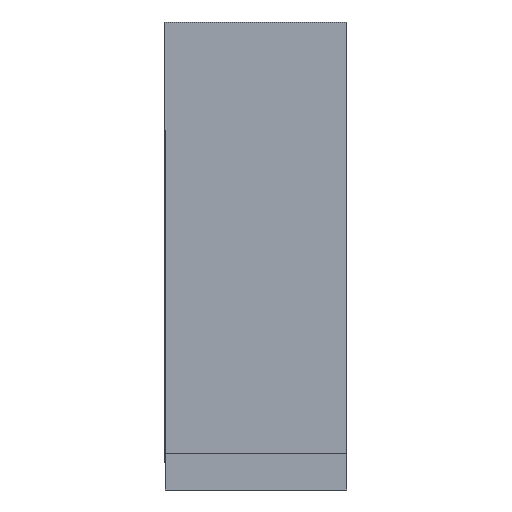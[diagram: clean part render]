
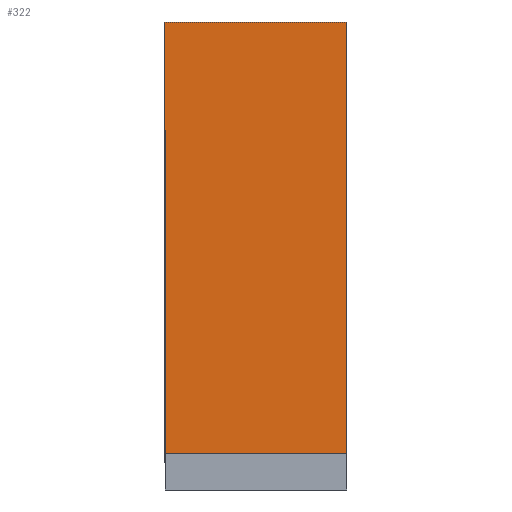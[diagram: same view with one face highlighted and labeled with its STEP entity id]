
A CAD part, front view. The second image highlights one B-rep face of the part: STEP entity #322.
In plain terms, the highlighted planar face has unit normal (0, -1, 0).
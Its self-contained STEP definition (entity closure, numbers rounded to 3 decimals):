
#14 = CARTESIAN_POINT ( 'NONE',  ( 17.5, -7.85, 7. ) ) ;
#59 = DIRECTION ( 'NONE',  ( 0., -1., 0. ) ) ;
#89 = DIRECTION ( 'NONE',  ( 0., 0., -1. ) ) ;
#278 = CARTESIAN_POINT ( 'NONE',  ( -17.5, -7.85, 90. ) ) ;
#322 = ADVANCED_FACE ( 'NONE', ( #466 ), #1679, .T. ) ;
#372 = CARTESIAN_POINT ( 'NONE',  ( -17.5, -7.85, 90. ) ) ;
#374 = CARTESIAN_POINT ( 'NONE',  ( 17.5, -7.85, 90. ) ) ;
#450 = CARTESIAN_POINT ( 'NONE',  ( 17.5, -7.85, 90. ) ) ;
#466 = FACE_OUTER_BOUND ( 'NONE', #1628, .T. ) ;
#485 = ORIENTED_EDGE ( 'NONE', *, *, #1219, .T. ) ;
#632 = CARTESIAN_POINT ( 'NONE',  ( -17.5, -7.85, 7. ) ) ;
#646 = VERTEX_POINT ( 'NONE', #374 ) ;
#668 = DIRECTION ( 'NONE',  ( 1., 0., 0. ) ) ;
#678 = EDGE_CURVE ( 'NONE', #1357, #1035, #1190, .T. ) ;
#712 = ORIENTED_EDGE ( 'NONE', *, *, #678, .T. ) ;
#716 = VECTOR ( 'NONE', #668, 1000. ) ;
#730 = VECTOR ( 'NONE', #1171, 1000. ) ;
#772 = CARTESIAN_POINT ( 'NONE',  ( 17.5, -7.85, 7. ) ) ;
#868 = CARTESIAN_POINT ( 'NONE',  ( 17.5, -7.85, 90. ) ) ;
#919 = EDGE_CURVE ( 'NONE', #646, #1094, #1136, .T. ) ;
#1035 = VERTEX_POINT ( 'NONE', #632 ) ;
#1037 = DIRECTION ( 'NONE',  ( 0., 0., -1. ) ) ;
#1057 = CARTESIAN_POINT ( 'NONE',  ( 17.5, -7.85, 90. ) ) ;
#1064 = LINE ( 'NONE', #772, #716 ) ;
#1075 = EDGE_CURVE ( 'NONE', #646, #1357, #1187, .T. ) ;
#1094 = VERTEX_POINT ( 'NONE', #14 ) ;
#1136 = LINE ( 'NONE', #868, #1550 ) ;
#1171 = DIRECTION ( 'NONE',  ( -1., 0., 0. ) ) ;
#1187 = LINE ( 'NONE', #1057, #730 ) ;
#1190 = LINE ( 'NONE', #278, #1540 ) ;
#1214 = ORIENTED_EDGE ( 'NONE', *, *, #919, .F. ) ;
#1219 = EDGE_CURVE ( 'NONE', #1035, #1094, #1064, .T. ) ;
#1258 = DIRECTION ( 'NONE',  ( 1., 0., 0. ) ) ;
#1298 = AXIS2_PLACEMENT_3D ( 'NONE', #450, #59, #1258 ) ;
#1350 = ORIENTED_EDGE ( 'NONE', *, *, #1075, .T. ) ;
#1357 = VERTEX_POINT ( 'NONE', #372 ) ;
#1540 = VECTOR ( 'NONE', #1037, 1000. ) ;
#1550 = VECTOR ( 'NONE', #89, 1000. ) ;
#1628 = EDGE_LOOP ( 'NONE', ( #712, #485, #1214, #1350 ) ) ;
#1679 = PLANE ( 'NONE',  #1298 ) ;
